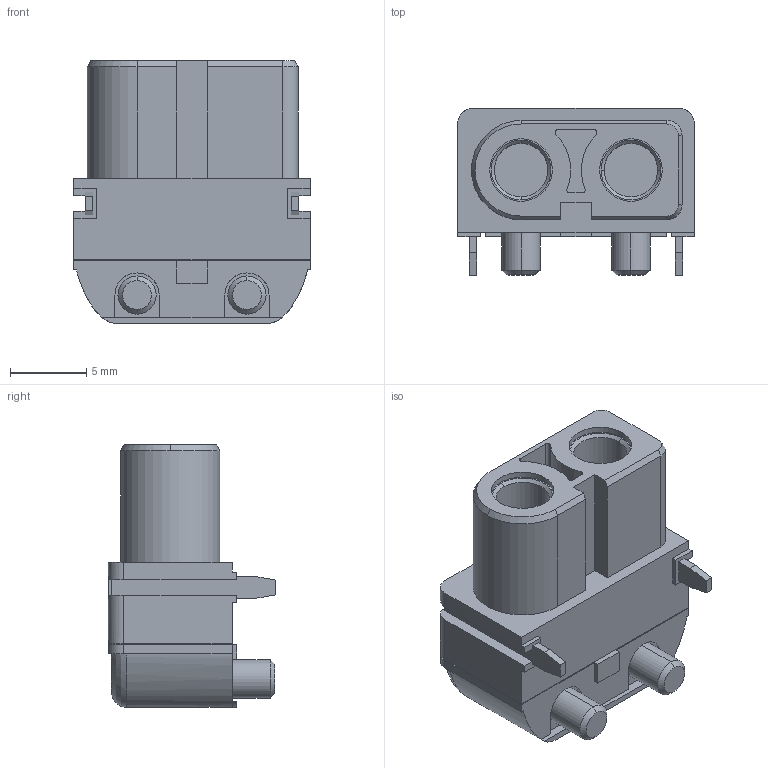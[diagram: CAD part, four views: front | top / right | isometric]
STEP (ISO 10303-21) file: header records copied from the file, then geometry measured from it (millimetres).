
FILE_DESCRIPTION (( 'STEP AP214' ), '1' );
FILE_NAME ('XT60PW-F.STEP', '2023-06-20T19:02:39', ( '' ), ( '' ), 'SwSTEP 2.0', 'SolidWorks 2013', '' );
FILE_SCHEMA (( 'AUTOMOTIVE_DESIGN' ));
Length unit declared in the file: inch
Products named in the file (2): XT60PW-F_XT60PW-F; XT60PW-F
Assembly tree (1 placements, depth 2):
  XT60PW-F
    XT60PW-F_XT60PW-F
Bounding box: 15.5 x 10.95 x 17.2 mm (x, y, z)
Volume: 1538.7 mm3; surface area: 2107 mm2
Topology: 7 solids, 7 shells, 154 faces, 390 edges, 258 vertices
Faces by surface type: plane 97, cylinder 39, cone 12, bspline 6
Entity records: 7488 total; most frequent: CARTESIAN_POINT 1612, ORIENTED_EDGE 780, DIRECTION 755, EDGE_CURVE 390, LINE 271, VECTOR 271, VERTEX_POINT 258, AXIS2_PLACEMENT_3D 242
